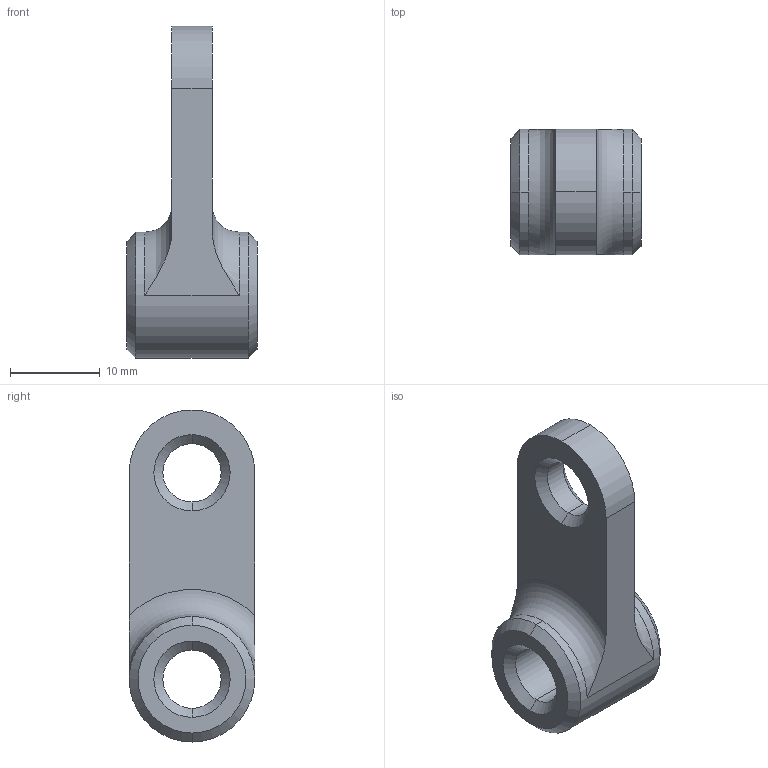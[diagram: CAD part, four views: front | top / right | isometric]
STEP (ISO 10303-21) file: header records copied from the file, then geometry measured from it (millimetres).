
FILE_DESCRIPTION (( 'STEP AP214' ), '1' );
FILE_NAME ('Lower Linkage.STEP', '2023-12-13T17:32:56', ( '' ), ( '' ), 'SwSTEP 2.0', 'SolidWorks 2023', '' );
FILE_SCHEMA (( 'AUTOMOTIVE_DESIGN' ));
Length unit declared in the file: millimetre
Products named in the file (1): Lower Linkage
Bounding box: 14.5 x 14 x 37 mm (x, y, z)
Volume: 3033.8 mm3; surface area: 1920.7 mm2
Topology: 1 solids, 1 shells, 28 faces, 66 edges, 40 vertices
Faces by surface type: cone 12, cylinder 8, plane 6, torus 2
Entity records: 879 total; most frequent: CARTESIAN_POINT 183, DIRECTION 154, ORIENTED_EDGE 132, EDGE_CURVE 66, AXIS2_PLACEMENT_3D 63, VERTEX_POINT 40, CIRCLE 34, EDGE_LOOP 32
